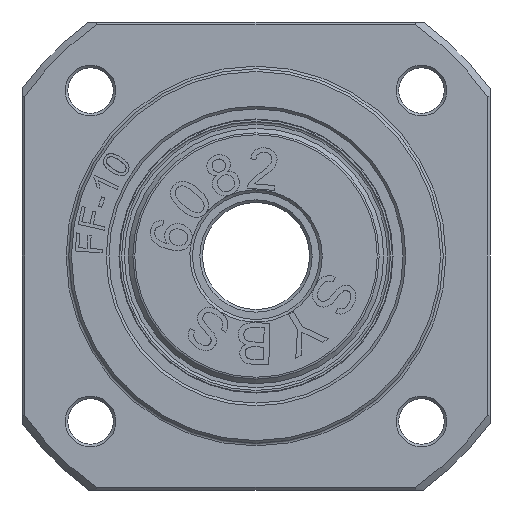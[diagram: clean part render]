
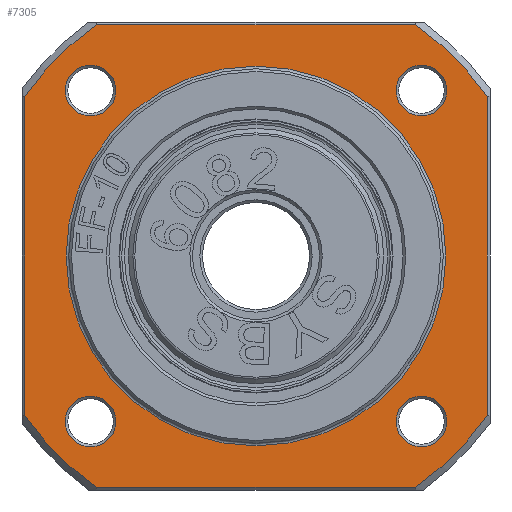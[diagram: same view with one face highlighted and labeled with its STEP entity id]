
A CAD part, front view. The second image highlights one B-rep face of the part: STEP entity #7305.
In plain terms, the highlighted planar face has unit normal (0, -1, 0).
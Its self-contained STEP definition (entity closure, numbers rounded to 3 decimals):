
#846=FACE_BOUND('',#2762,.T.);
#847=FACE_BOUND('',#2763,.T.);
#848=FACE_BOUND('',#2764,.T.);
#849=FACE_BOUND('',#2765,.T.);
#850=FACE_BOUND('',#2766,.T.);
#871=LINE('',#9007,#1373);
#1316=LINE('',#13547,#1818);
#1317=LINE('',#13551,#1819);
#1318=LINE('',#13554,#1820);
#1373=VECTOR('',#7780,10.);
#1818=VECTOR('',#8525,10.);
#1819=VECTOR('',#8528,10.);
#1820=VECTOR('',#8531,10.);
#1989=PLANE('',#7561);
#2333=FACE_OUTER_BOUND('',#2761,.T.);
#2761=EDGE_LOOP('',(#6565,#6566,#6567,#6568,#6569,#6570,#6571,#6572));
#2762=EDGE_LOOP('',(#6573));
#2763=EDGE_LOOP('',(#6574));
#2764=EDGE_LOOP('',(#6575));
#2765=EDGE_LOOP('',(#6576));
#2766=EDGE_LOOP('',(#6577,#6578));
#2864=CIRCLE('',#7410,21.);
#2888=CIRCLE('',#7556,14.2);
#2889=CIRCLE('',#7557,14.2);
#2892=CIRCLE('',#7562,21.);
#2893=CIRCLE('',#7563,21.);
#2894=CIRCLE('',#7564,21.);
#2895=CIRCLE('',#7565,1.9);
#2896=CIRCLE('',#7566,1.9);
#2897=CIRCLE('',#7567,1.9);
#2898=CIRCLE('',#7568,1.9);
#3044=VERTEX_POINT('',#8987);
#3045=VERTEX_POINT('',#8991);
#3048=VERTEX_POINT('',#9003);
#3631=VERTEX_POINT('',#13533);
#3632=VERTEX_POINT('',#13535);
#3634=VERTEX_POINT('',#13544);
#3635=VERTEX_POINT('',#13546);
#3636=VERTEX_POINT('',#13548);
#3637=VERTEX_POINT('',#13550);
#3638=VERTEX_POINT('',#13552);
#3639=VERTEX_POINT('',#13555);
#3640=VERTEX_POINT('',#13557);
#3641=VERTEX_POINT('',#13559);
#3642=VERTEX_POINT('',#13561);
#3766=EDGE_CURVE('',#3044,#3045,#2864,.T.);
#3771=EDGE_CURVE('',#3048,#3044,#871,.T.);
#4641=EDGE_CURVE('',#3631,#3632,#2888,.T.);
#4642=EDGE_CURVE('',#3632,#3631,#2889,.T.);
#4646=EDGE_CURVE('',#3634,#3048,#2892,.T.);
#4647=EDGE_CURVE('',#3635,#3634,#1316,.T.);
#4648=EDGE_CURVE('',#3636,#3635,#2893,.T.);
#4649=EDGE_CURVE('',#3637,#3636,#1317,.T.);
#4650=EDGE_CURVE('',#3638,#3637,#2894,.T.);
#4651=EDGE_CURVE('',#3045,#3638,#1318,.T.);
#4652=EDGE_CURVE('',#3639,#3639,#2895,.T.);
#4653=EDGE_CURVE('',#3640,#3640,#2896,.T.);
#4654=EDGE_CURVE('',#3641,#3641,#2897,.T.);
#4655=EDGE_CURVE('',#3642,#3642,#2898,.T.);
#6565=ORIENTED_EDGE('',*,*,#3766,.F.);
#6566=ORIENTED_EDGE('',*,*,#3771,.F.);
#6567=ORIENTED_EDGE('',*,*,#4646,.F.);
#6568=ORIENTED_EDGE('',*,*,#4647,.F.);
#6569=ORIENTED_EDGE('',*,*,#4648,.F.);
#6570=ORIENTED_EDGE('',*,*,#4649,.F.);
#6571=ORIENTED_EDGE('',*,*,#4650,.F.);
#6572=ORIENTED_EDGE('',*,*,#4651,.F.);
#6573=ORIENTED_EDGE('',*,*,#4652,.F.);
#6574=ORIENTED_EDGE('',*,*,#4653,.F.);
#6575=ORIENTED_EDGE('',*,*,#4654,.F.);
#6576=ORIENTED_EDGE('',*,*,#4655,.F.);
#6577=ORIENTED_EDGE('',*,*,#4642,.F.);
#6578=ORIENTED_EDGE('',*,*,#4641,.F.);
#7305=ADVANCED_FACE('',(#2333,#846,#847,#848,#849,#850),#1989,.F.);
#7410=AXIS2_PLACEMENT_3D('',#8992,#7774,#7775);
#7556=AXIS2_PLACEMENT_3D('',#13536,#8510,#8511);
#7557=AXIS2_PLACEMENT_3D('',#13537,#8512,#8513);
#7561=AXIS2_PLACEMENT_3D('',#13543,#8521,#8522);
#7562=AXIS2_PLACEMENT_3D('',#13545,#8523,#8524);
#7563=AXIS2_PLACEMENT_3D('',#13549,#8526,#8527);
#7564=AXIS2_PLACEMENT_3D('',#13553,#8529,#8530);
#7565=AXIS2_PLACEMENT_3D('',#13556,#8532,#8533);
#7566=AXIS2_PLACEMENT_3D('',#13558,#8534,#8535);
#7567=AXIS2_PLACEMENT_3D('',#13560,#8536,#8537);
#7568=AXIS2_PLACEMENT_3D('',#13562,#8538,#8539);
#7774=DIRECTION('center_axis',(0.,1.,0.));
#7775=DIRECTION('ref_axis',(-0.581,0.,-0.814));
#7780=DIRECTION('',(-1.,0.,0.));
#8510=DIRECTION('center_axis',(0.,-1.,0.));
#8511=DIRECTION('ref_axis',(1.,0.,0.));
#8512=DIRECTION('center_axis',(0.,-1.,0.));
#8513=DIRECTION('ref_axis',(1.,0.,0.));
#8521=DIRECTION('center_axis',(0.,1.,0.));
#8522=DIRECTION('ref_axis',(0.,0.,1.));
#8523=DIRECTION('center_axis',(0.,1.,0.));
#8524=DIRECTION('ref_axis',(0.814,0.,-0.581));
#8525=DIRECTION('',(0.,0.,-1.));
#8526=DIRECTION('center_axis',(0.,1.,0.));
#8527=DIRECTION('ref_axis',(0.581,0.,0.814));
#8528=DIRECTION('',(1.,0.,0.));
#8529=DIRECTION('center_axis',(0.,1.,0.));
#8530=DIRECTION('ref_axis',(-0.814,0.,0.581));
#8531=DIRECTION('',(0.,0.,1.));
#8532=DIRECTION('center_axis',(0.,-1.,0.));
#8533=DIRECTION('ref_axis',(1.,0.,0.));
#8534=DIRECTION('center_axis',(0.,-1.,0.));
#8535=DIRECTION('ref_axis',(1.,0.,0.));
#8536=DIRECTION('center_axis',(0.,-1.,0.));
#8537=DIRECTION('ref_axis',(1.,0.,0.));
#8538=DIRECTION('center_axis',(0.,-1.,0.));
#8539=DIRECTION('ref_axis',(1.,0.,0.));
#8987=CARTESIAN_POINT('',(-11.904,0.,-17.3));
#8991=CARTESIAN_POINT('',(-17.3,0.,-11.904));
#8992=CARTESIAN_POINT('Origin',(0.,0.,0.));
#9003=CARTESIAN_POINT('',(11.904,0.,-17.3));
#9007=CARTESIAN_POINT('',(6.245,0.,-17.3));
#13533=CARTESIAN_POINT('',(0.,0.,-14.2));
#13535=CARTESIAN_POINT('',(-14.2,0.,0.));
#13536=CARTESIAN_POINT('Origin',(0.,0.,0.));
#13537=CARTESIAN_POINT('Origin',(0.,0.,0.));
#13543=CARTESIAN_POINT('Origin',(0.,0.,0.));
#13544=CARTESIAN_POINT('',(17.3,0.,-11.904));
#13545=CARTESIAN_POINT('Origin',(0.,0.,0.));
#13546=CARTESIAN_POINT('',(17.3,0.,11.904));
#13547=CARTESIAN_POINT('',(17.3,0.,6.245));
#13548=CARTESIAN_POINT('',(11.904,0.,17.3));
#13549=CARTESIAN_POINT('Origin',(0.,0.,0.));
#13550=CARTESIAN_POINT('',(-11.904,0.,17.3));
#13551=CARTESIAN_POINT('',(-6.245,0.,17.3));
#13552=CARTESIAN_POINT('',(-17.3,0.,11.904));
#13553=CARTESIAN_POINT('Origin',(0.,0.,0.));
#13554=CARTESIAN_POINT('',(-17.3,0.,-6.245));
#13555=CARTESIAN_POINT('',(10.474,0.,-12.374));
#13556=CARTESIAN_POINT('Origin',(12.374,0.,-12.374));
#13557=CARTESIAN_POINT('',(-14.274,0.,12.374));
#13558=CARTESIAN_POINT('Origin',(-12.374,0.,12.374));
#13559=CARTESIAN_POINT('',(10.474,0.,12.374));
#13560=CARTESIAN_POINT('Origin',(12.374,0.,12.374));
#13561=CARTESIAN_POINT('',(-14.274,0.,-12.374));
#13562=CARTESIAN_POINT('Origin',(-12.374,0.,-12.374));
